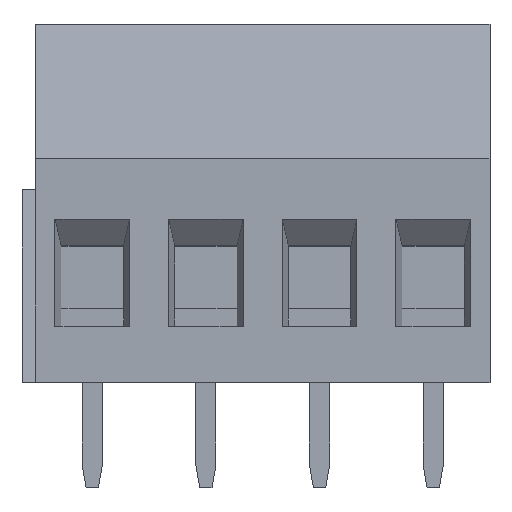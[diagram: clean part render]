
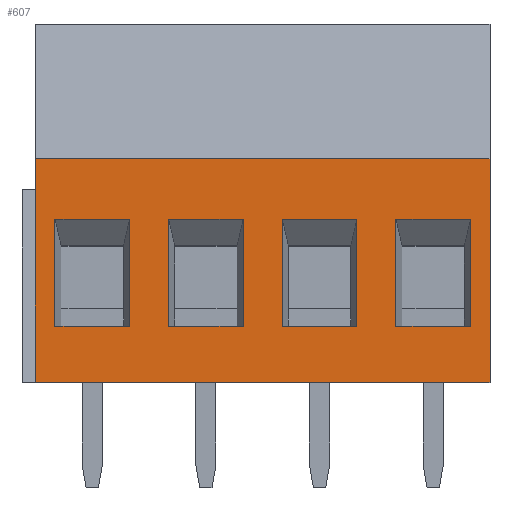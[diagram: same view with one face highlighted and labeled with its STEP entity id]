
A CAD part, top view. The second image highlights one B-rep face of the part: STEP entity #607.
In plain terms, the highlighted planar face has unit normal (0, 0, 1).
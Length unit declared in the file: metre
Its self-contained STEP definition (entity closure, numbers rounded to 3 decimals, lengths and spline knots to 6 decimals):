
#607=ADVANCED_FACE('',(#1223,#1224,#1225,#1226,#1227),#1228,.F.);
#1223=FACE_BOUND('',#1835,.T.);
#1224=FACE_OUTER_BOUND('',#1836,.T.);
#1225=FACE_BOUND('',#1837,.T.);
#1226=FACE_BOUND('',#1838,.T.);
#1227=FACE_BOUND('',#1839,.T.);
#1228=PLANE('',#1840);
#1835=EDGE_LOOP('',(#3611,#3612,#3613,#3614));
#1836=EDGE_LOOP('',(#3615,#3616,#3617,#3618));
#1837=EDGE_LOOP('',(#3619,#3620,#3621,#3622));
#1838=EDGE_LOOP('',(#3623,#3624,#3625,#3626));
#1839=EDGE_LOOP('',(#3627,#3628,#3629,#3630));
#1840=AXIS2_PLACEMENT_3D('',#3631,#3632,#3633);
#3611=ORIENTED_EDGE('',*,*,#4053,.F.);
#3612=ORIENTED_EDGE('',*,*,#3810,.F.);
#3613=ORIENTED_EDGE('',*,*,#4317,.F.);
#3614=ORIENTED_EDGE('',*,*,#4214,.T.);
#3615=ORIENTED_EDGE('',*,*,#4182,.F.);
#3616=ORIENTED_EDGE('',*,*,#3823,.T.);
#3617=ORIENTED_EDGE('',*,*,#3719,.T.);
#3618=ORIENTED_EDGE('',*,*,#4071,.F.);
#3619=ORIENTED_EDGE('',*,*,#3658,.F.);
#3620=ORIENTED_EDGE('',*,*,#3847,.F.);
#3621=ORIENTED_EDGE('',*,*,#3887,.F.);
#3622=ORIENTED_EDGE('',*,*,#3690,.T.);
#3623=ORIENTED_EDGE('',*,*,#3971,.T.);
#3624=ORIENTED_EDGE('',*,*,#4200,.F.);
#3625=ORIENTED_EDGE('',*,*,#4092,.F.);
#3626=ORIENTED_EDGE('',*,*,#4308,.F.);
#3627=ORIENTED_EDGE('',*,*,#3960,.F.);
#3628=ORIENTED_EDGE('',*,*,#4294,.F.);
#3629=ORIENTED_EDGE('',*,*,#4321,.F.);
#3630=ORIENTED_EDGE('',*,*,#4311,.T.);
#3631=CARTESIAN_POINT('',(-0.0254,0.0,0.0));
#3632=DIRECTION('',(0.0,0.0,-1.0));
#3633=DIRECTION('',(0.0,-1.0,0.0));
#3658=EDGE_CURVE('',#4371,#4372,#4373,.T.);
#3690=EDGE_CURVE('',#4429,#4372,#4430,.T.);
#3719=EDGE_CURVE('',#4479,#4480,#4481,.T.);
#3810=EDGE_CURVE('',#4638,#4639,#4640,.T.);
#3823=EDGE_CURVE('',#4658,#4479,#4659,.T.);
#3847=EDGE_CURVE('',#4700,#4371,#4701,.T.);
#3887=EDGE_CURVE('',#4429,#4700,#4764,.T.);
#3960=EDGE_CURVE('',#4878,#4879,#4880,.T.);
#3971=EDGE_CURVE('',#4897,#4895,#4898,.T.);
#4053=EDGE_CURVE('',#4639,#5021,#5022,.T.);
#4071=EDGE_CURVE('',#5042,#4480,#5044,.T.);
#4092=EDGE_CURVE('',#5069,#5071,#5072,.T.);
#4182=EDGE_CURVE('',#4658,#5042,#5179,.T.);
#4200=EDGE_CURVE('',#5071,#4895,#5202,.T.);
#4214=EDGE_CURVE('',#5220,#5021,#5221,.T.);
#4294=EDGE_CURVE('',#5313,#4878,#5314,.T.);
#4308=EDGE_CURVE('',#4897,#5069,#5328,.T.);
#4311=EDGE_CURVE('',#5331,#4879,#5332,.T.);
#4317=EDGE_CURVE('',#5220,#4638,#5338,.T.);
#4321=EDGE_CURVE('',#5331,#5313,#5342,.T.);
#4371=VERTEX_POINT('',#5409);
#4372=VERTEX_POINT('',#5410);
#4373=LINE('',#5411,#5412);
#4429=VERTEX_POINT('',#5493);
#4430=LINE('',#5494,#5495);
#4479=VERTEX_POINT('',#5566);
#4480=VERTEX_POINT('',#5567);
#4481=LINE('',#5568,#5569);
#4638=VERTEX_POINT('',#5801);
#4639=VERTEX_POINT('',#5802);
#4640=LINE('',#5803,#5804);
#4658=VERTEX_POINT('',#5832);
#4659=LINE('',#5833,#5834);
#4700=VERTEX_POINT('',#5894);
#4701=LINE('',#5895,#5896);
#4764=LINE('',#5986,#5987);
#4878=VERTEX_POINT('',#6159);
#4879=VERTEX_POINT('',#6160);
#4880=LINE('',#6161,#6162);
#4895=VERTEX_POINT('',#6184);
#4897=VERTEX_POINT('',#6187);
#4898=LINE('',#6188,#6189);
#5021=VERTEX_POINT('',#6383);
#5022=LINE('',#6384,#6385);
#5042=VERTEX_POINT('',#6417);
#5044=LINE('',#6420,#6421);
#5069=VERTEX_POINT('',#6456);
#5071=VERTEX_POINT('',#6459);
#5072=LINE('',#6460,#6461);
#5179=LINE('',#6623,#6624);
#5202=LINE('',#6658,#6659);
#5220=VERTEX_POINT('',#6684);
#5221=LINE('',#6685,#6686);
#5313=VERTEX_POINT('',#6819);
#5314=LINE('',#6820,#6821);
#5328=LINE('',#6840,#6841);
#5331=VERTEX_POINT('',#6844);
#5332=LINE('',#6845,#6846);
#5338=LINE('',#6853,#6854);
#5342=LINE('',#6858,#6859);
#5409=CARTESIAN_POINT('',(0.005952,0.007292,0.0));
#5410=CARTESIAN_POINT('',(0.005952,0.0025,0.0));
#5411=CARTESIAN_POINT('',(0.005952,0.0033,0.0));
#5412=VECTOR('',#6887,1.0);
#5493=CARTESIAN_POINT('',(0.009288,0.0025,0.0));
#5494=CARTESIAN_POINT('',(0.0,0.0025,0.0));
#5495=VECTOR('',#6913,1.0);
#5566=CARTESIAN_POINT('',(-0.00508,0.0,0.0));
#5567=CARTESIAN_POINT('',(0.01524,0.0,0.0));
#5568=CARTESIAN_POINT('',(-0.0254,0.0,0.0));
#5569=VECTOR('',#6939,1.0);
#5801=CARTESIAN_POINT('',(-0.000872,0.007292,0.0));
#5802=CARTESIAN_POINT('',(-0.004208,0.007292,0.0));
#5803=CARTESIAN_POINT('',(-0.00394,0.007292,0.0));
#5804=VECTOR('',#7018,1.0);
#5832=CARTESIAN_POINT('',(-0.00508,0.01,0.0));
#5833=CARTESIAN_POINT('',(-0.00508,0.0,0.0));
#5834=VECTOR('',#7029,1.0);
#5894=CARTESIAN_POINT('',(0.009288,0.007292,0.0));
#5895=CARTESIAN_POINT('',(0.00622,0.007292,0.0));
#5896=VECTOR('',#7049,1.0);
#5986=CARTESIAN_POINT('',(0.009288,0.007292,0.0));
#5987=VECTOR('',#7086,1.0);
#6159=CARTESIAN_POINT('',(0.000872,0.007292,0.0));
#6160=CARTESIAN_POINT('',(0.000872,0.0025,0.0));
#6161=CARTESIAN_POINT('',(0.000872,0.0033,0.0));
#6162=VECTOR('',#7165,1.0);
#6184=CARTESIAN_POINT('',(0.011032,0.0025,0.0));
#6187=CARTESIAN_POINT('',(0.014368,0.0025,0.0));
#6188=CARTESIAN_POINT('',(0.0,0.0025,0.0));
#6189=VECTOR('',#7174,1.0);
#6383=CARTESIAN_POINT('',(-0.004208,0.0025,0.0));
#6384=CARTESIAN_POINT('',(-0.004208,0.0033,0.0));
#6385=VECTOR('',#7245,1.0);
#6417=CARTESIAN_POINT('',(0.01524,0.01,0.0));
#6420=CARTESIAN_POINT('',(0.01524,0.0,0.0));
#6421=VECTOR('',#7259,1.0);
#6456=CARTESIAN_POINT('',(0.014368,0.007292,0.0));
#6459=CARTESIAN_POINT('',(0.011032,0.007292,0.0));
#6460=CARTESIAN_POINT('',(0.0113,0.007292,0.0));
#6461=VECTOR('',#7280,1.0);
#6623=CARTESIAN_POINT('',(-0.0254,0.01,0.0));
#6624=VECTOR('',#7342,1.0);
#6658=CARTESIAN_POINT('',(0.011032,0.0033,0.0));
#6659=VECTOR('',#7357,1.0);
#6684=CARTESIAN_POINT('',(-0.000872,0.0025,0.0));
#6685=CARTESIAN_POINT('',(-0.00508,0.0025,0.0));
#6686=VECTOR('',#7365,1.0);
#6819=CARTESIAN_POINT('',(0.004208,0.007292,0.0));
#6820=CARTESIAN_POINT('',(0.00114,0.007292,0.0));
#6821=VECTOR('',#7410,1.0);
#6840=CARTESIAN_POINT('',(0.014368,0.007292,0.0));
#6841=VECTOR('',#7416,1.0);
#6844=CARTESIAN_POINT('',(0.004208,0.0025,0.0));
#6845=CARTESIAN_POINT('',(0.0,0.0025,0.0));
#6846=VECTOR('',#7417,1.0);
#6853=CARTESIAN_POINT('',(-0.000872,0.007292,0.0));
#6854=VECTOR('',#7419,1.0);
#6858=CARTESIAN_POINT('',(0.004208,0.007292,0.0));
#6859=VECTOR('',#7420,1.0);
#6887=DIRECTION('',(0.0,-1.0,0.0));
#6913=DIRECTION('',(-1.0,0.0,0.0));
#6939=DIRECTION('',(1.0,0.0,0.0));
#7018=DIRECTION('',(-1.0,0.0,0.0));
#7029=DIRECTION('',(0.0,-1.0,0.0));
#7049=DIRECTION('',(-1.0,0.0,0.0));
#7086=DIRECTION('',(0.0,1.0,0.0));
#7165=DIRECTION('',(0.0,-1.0,0.0));
#7174=DIRECTION('',(-1.0,0.0,0.0));
#7245=DIRECTION('',(0.,-1.0,0.0));
#7259=DIRECTION('',(0.0,-1.0,0.0));
#7280=DIRECTION('',(-1.0,0.0,0.0));
#7342=DIRECTION('',(1.0,0.0,0.0));
#7357=DIRECTION('',(0.0,-1.0,0.0));
#7365=DIRECTION('',(-1.0,0.0,0.0));
#7410=DIRECTION('',(-1.0,0.0,0.0));
#7416=DIRECTION('',(0.0,1.0,0.0));
#7417=DIRECTION('',(-1.0,0.0,0.0));
#7419=DIRECTION('',(0.0,1.0,0.0));
#7420=DIRECTION('',(0.0,1.0,0.0));
